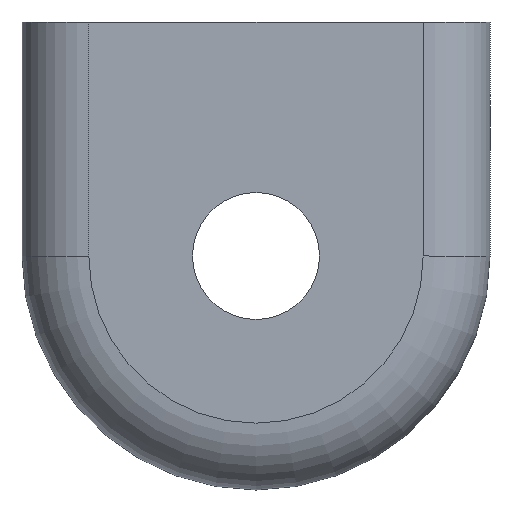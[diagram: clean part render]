
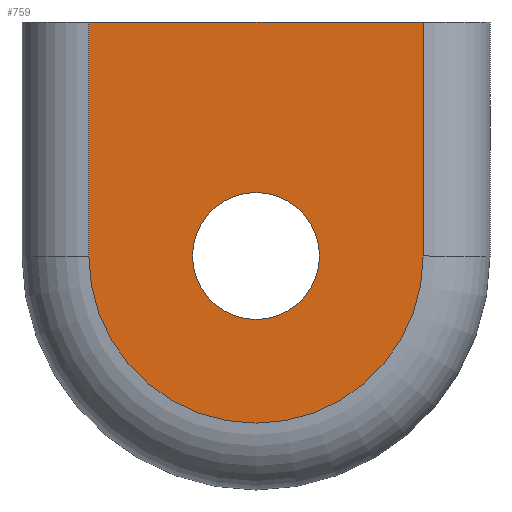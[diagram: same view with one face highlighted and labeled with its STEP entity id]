
A CAD part, left-side view. The second image highlights one B-rep face of the part: STEP entity #759.
In plain terms, the highlighted planar face has unit normal (-1, 0, 0).
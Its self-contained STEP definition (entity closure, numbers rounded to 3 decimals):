
#26=FACE_BOUND('',#131,.T.);
#46=PLANE('',#851);
#85=FACE_OUTER_BOUND('',#130,.T.);
#130=EDGE_LOOP('',(#690,#691,#692,#693));
#131=EDGE_LOOP('',(#694));
#148=LINE('',#1132,#213);
#171=LINE('',#1221,#236);
#172=LINE('',#1227,#237);
#213=VECTOR('',#899,10.);
#236=VECTOR('',#996,10.);
#237=VECTOR('',#1005,10.);
#298=CIRCLE('',#829,5.);
#303=CIRCLE('',#852,1.9);
#324=VERTEX_POINT('',#1129);
#325=VERTEX_POINT('',#1131);
#354=VERTEX_POINT('',#1219);
#355=VERTEX_POINT('',#1223);
#375=VERTEX_POINT('',#1372);
#398=EDGE_CURVE('',#325,#324,#148,.T.);
#445=EDGE_CURVE('',#354,#324,#171,.T.);
#447=EDGE_CURVE('',#355,#354,#298,.T.);
#448=EDGE_CURVE('',#325,#355,#172,.T.);
#483=EDGE_CURVE('',#375,#375,#303,.T.);
#690=ORIENTED_EDGE('',*,*,#448,.F.);
#691=ORIENTED_EDGE('',*,*,#398,.T.);
#692=ORIENTED_EDGE('',*,*,#445,.F.);
#693=ORIENTED_EDGE('',*,*,#447,.F.);
#694=ORIENTED_EDGE('',*,*,#483,.T.);
#759=ADVANCED_FACE('',(#85,#26),#46,.F.);
#829=AXIS2_PLACEMENT_3D('',#1225,#1001,#1002);
#851=AXIS2_PLACEMENT_3D('',#1371,#1072,#1073);
#852=AXIS2_PLACEMENT_3D('',#1373,#1074,#1075);
#899=DIRECTION('',(0.,1.,0.));
#996=DIRECTION('',(0.,0.,1.));
#1001=DIRECTION('center_axis',(1.,0.,0.));
#1002=DIRECTION('ref_axis',(0.,0.,-1.));
#1005=DIRECTION('',(0.,0.,-1.));
#1072=DIRECTION('center_axis',(1.,0.,0.));
#1073=DIRECTION('ref_axis',(0.,1.,0.));
#1074=DIRECTION('center_axis',(1.,0.,0.));
#1075=DIRECTION('ref_axis',(0.,1.,0.));
#1129=CARTESIAN_POINT('',(-4.,5.,7.));
#1131=CARTESIAN_POINT('',(-4.,-5.,7.));
#1132=CARTESIAN_POINT('',(-4.,7.,7.));
#1219=CARTESIAN_POINT('',(-4.,5.,0.));
#1221=CARTESIAN_POINT('',(-4.,5.,0.));
#1223=CARTESIAN_POINT('',(-4.,-5.,0.));
#1225=CARTESIAN_POINT('Origin',(-4.,0.,0.));
#1227=CARTESIAN_POINT('',(-4.,-5.,3.5));
#1371=CARTESIAN_POINT('Origin',(-4.,0.,0.));
#1372=CARTESIAN_POINT('',(-4.,-1.9,0.));
#1373=CARTESIAN_POINT('Origin',(-4.,0.,0.));
